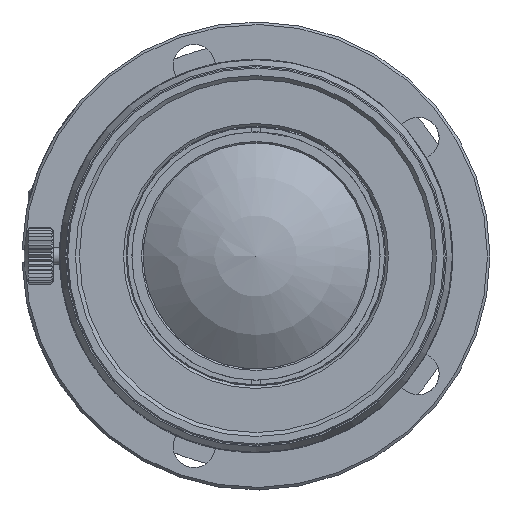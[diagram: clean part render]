
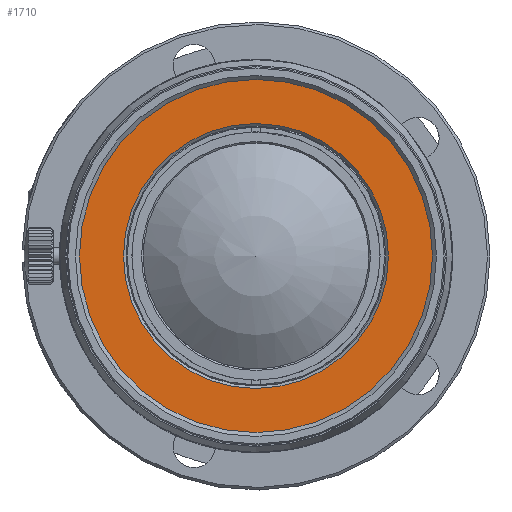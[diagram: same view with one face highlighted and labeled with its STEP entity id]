
A CAD part, left-side view. The second image highlights one B-rep face of the part: STEP entity #1710.
In plain terms, the highlighted planar face has unit normal (-1, 0, 0).
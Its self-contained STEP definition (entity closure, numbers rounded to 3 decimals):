
#1520=PLANE('',#9465);
#1710=ADVANCED_FACE('',(#2709,#2710),#1520,.F.);
#2709=FACE_BOUND('',#3121,.T.);
#2710=FACE_BOUND('',#3122,.T.);
#3121=EDGE_LOOP('',(#4056));
#3122=EDGE_LOOP('',(#4057));
#4056=ORIENTED_EDGE('',*,*,#7900,.F.);
#4057=ORIENTED_EDGE('',*,*,#7901,.T.);
#6573=VERTEX_POINT('',#12130);
#6574=VERTEX_POINT('',#12133);
#7900=EDGE_CURVE('',#6573,#6573,#9185,.T.);
#7901=EDGE_CURVE('',#6574,#6574,#9186,.T.);
#9185=CIRCLE('',#9462,15.85);
#9186=CIRCLE('',#9464,21.6);
#9462=AXIS2_PLACEMENT_3D('',#12129,#10333,#10334);
#9464=AXIS2_PLACEMENT_3D('',#12132,#10337,#10338);
#9465=AXIS2_PLACEMENT_3D('',#12134,#10339,#10340);
#10333=DIRECTION('',(-1.,0.,0.));
#10334=DIRECTION('',(0.,0.,-1.));
#10337=DIRECTION('',(-1.,0.,0.));
#10338=DIRECTION('',(0.,0.,-1.));
#10339=DIRECTION('',(1.,0.,0.));
#10340=DIRECTION('',(0.,0.,1.));
#12129=CARTESIAN_POINT('',(-50.774,0.,0.));
#12130=CARTESIAN_POINT('',(-50.774,0.,-15.85));
#12132=CARTESIAN_POINT('',(-50.774,0.,0.));
#12133=CARTESIAN_POINT('',(-50.774,0.,-21.6));
#12134=CARTESIAN_POINT('',(-50.774,-21.6,0.));
